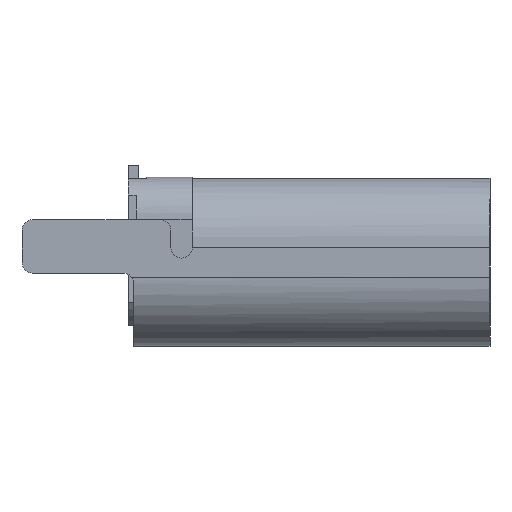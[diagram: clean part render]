
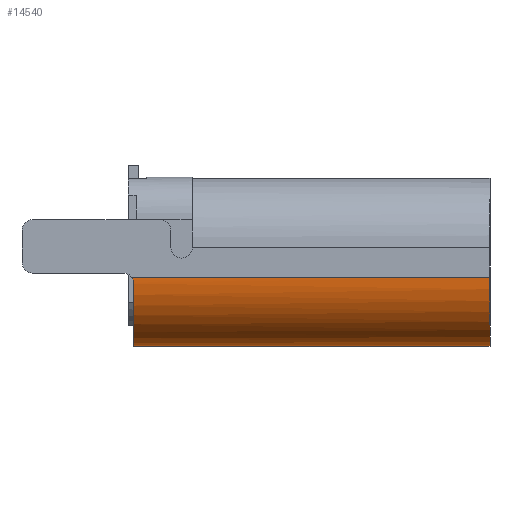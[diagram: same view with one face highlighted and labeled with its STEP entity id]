
A CAD part, left-side view. The second image highlights one B-rep face of the part: STEP entity #14540.
In plain terms, the highlighted cylindrical face has radius 1.3 mm (diameter 2.6 mm), a partial arc.
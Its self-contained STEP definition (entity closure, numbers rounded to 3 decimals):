
#186 = VERTEX_POINT ( 'NONE', #2377 ) ;
#311 = ORIENTED_EDGE ( 'NONE', *, *, #7326, .T. ) ;
#815 = CARTESIAN_POINT ( 'NONE',  ( -4.47, 3.433, -0.316 ) ) ;
#1030 = CARTESIAN_POINT ( 'NONE',  ( -3.17, -3.28, -1.58 ) ) ;
#1135 = DIRECTION ( 'NONE',  ( 0., -1., 0. ) ) ;
#1475 = ORIENTED_EDGE ( 'NONE', *, *, #10318, .T. ) ;
#2377 = CARTESIAN_POINT ( 'NONE',  ( -4.47, 3.46, -0.28 ) ) ;
#2703 = VECTOR ( 'NONE', #1135, 1000. ) ;
#2732 = EDGE_CURVE ( 'NONE', #186, #14820, #3281, .T. ) ;
#2770 = AXIS2_PLACEMENT_3D ( 'NONE', #5667, #3297, #7960 ) ;
#3221 = ORIENTED_EDGE ( 'NONE', *, *, #2732, .F. ) ;
#3281 = LINE ( 'NONE', #5652, #2703 ) ;
#3297 = DIRECTION ( 'NONE',  ( 0., -1., 0. ) ) ;
#3628 = DIRECTION ( 'NONE',  ( 0., -1., 0. ) ) ;
#3756 = VERTEX_POINT ( 'NONE', #13126 ) ;
#4485 = CARTESIAN_POINT ( 'NONE',  ( -4.47, 3.46, -0.28 ) ) ;
#4811 = CIRCLE ( 'NONE', #9889, 1.3 ) ;
#5015 = CARTESIAN_POINT ( 'NONE',  ( -4.464, 3.42, -0.4 ) ) ;
#5652 = CARTESIAN_POINT ( 'NONE',  ( -4.47, 3.46, -0.28 ) ) ;
#5667 = CARTESIAN_POINT ( 'NONE',  ( -3.17, 3.42, -0.28 ) ) ;
#5887 = AXIS2_PLACEMENT_3D ( 'NONE', #9277, #3628, #15081 ) ;
#5960 = ORIENTED_EDGE ( 'NONE', *, *, #12795, .F. ) ;
#6652 = DIRECTION ( 'NONE',  ( 0., 1., 0. ) ) ;
#6754 = B_SPLINE_CURVE_WITH_KNOTS ( 'NONE', 3,
 ( #4485, #815, #13645, #10140 ),
 .UNSPECIFIED., .F., .F.,
 ( 4, 4 ),
 ( 0., 1. ),
 .UNSPECIFIED. ) ;
#6793 = CARTESIAN_POINT ( 'NONE',  ( -3.17, -3.28, -1.58 ) ) ;
#6835 = EDGE_CURVE ( 'NONE', #186, #11837, #6754, .T. ) ;
#7326 = EDGE_CURVE ( 'NONE', #14206, #14820, #4811, .T. ) ;
#7960 = DIRECTION ( 'NONE',  ( -0.996, 0., -0.092 ) ) ;
#9277 = CARTESIAN_POINT ( 'NONE',  ( -3.17, 3.595, -0.28 ) ) ;
#9363 = CIRCLE ( 'NONE', #2770, 1.3 ) ;
#9889 = AXIS2_PLACEMENT_3D ( 'NONE', #10174, #6652, #11241 ) ;
#9981 = VECTOR ( 'NONE', #13639, 1000. ) ;
#10140 = CARTESIAN_POINT ( 'NONE',  ( -4.464, 3.42, -0.4 ) ) ;
#10174 = CARTESIAN_POINT ( 'NONE',  ( -3.17, -3.28, -0.28 ) ) ;
#10318 = EDGE_CURVE ( 'NONE', #11837, #3756, #9363, .T. ) ;
#10503 = CYLINDRICAL_SURFACE ( 'NONE', #5887, 1.3 ) ;
#11184 = CARTESIAN_POINT ( 'NONE',  ( -4.47, -3.28, -0.28 ) ) ;
#11241 = DIRECTION ( 'NONE',  ( 0., 0., -1. ) ) ;
#11353 = LINE ( 'NONE', #1030, #9981 ) ;
#11625 = EDGE_LOOP ( 'NONE', ( #5960, #311, #3221, #12727, #1475 ) ) ;
#11837 = VERTEX_POINT ( 'NONE', #5015 ) ;
#12727 = ORIENTED_EDGE ( 'NONE', *, *, #6835, .T. ) ;
#12790 = FACE_OUTER_BOUND ( 'NONE', #11625, .T. ) ;
#12795 = EDGE_CURVE ( 'NONE', #14206, #3756, #11353, .T. ) ;
#13126 = CARTESIAN_POINT ( 'NONE',  ( -3.17, 3.42, -1.58 ) ) ;
#13639 = DIRECTION ( 'NONE',  ( 0., 1., 0. ) ) ;
#13645 = CARTESIAN_POINT ( 'NONE',  ( -4.469, 3.42, -0.356 ) ) ;
#14206 = VERTEX_POINT ( 'NONE', #6793 ) ;
#14540 = ADVANCED_FACE ( 'NONE', ( #12790 ), #10503, .T. ) ;
#14820 = VERTEX_POINT ( 'NONE', #11184 ) ;
#15081 = DIRECTION ( 'NONE',  ( 1., 0., 0. ) ) ;
